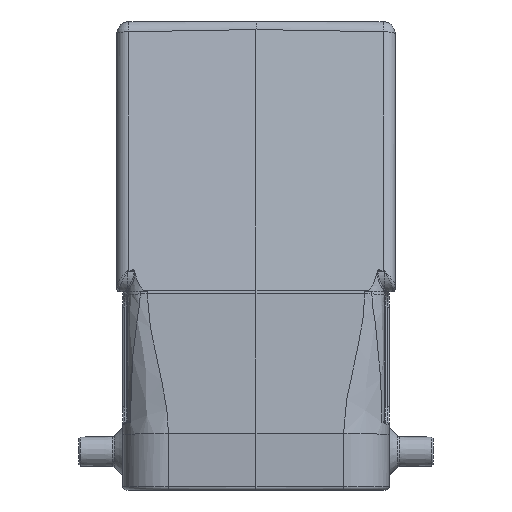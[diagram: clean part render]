
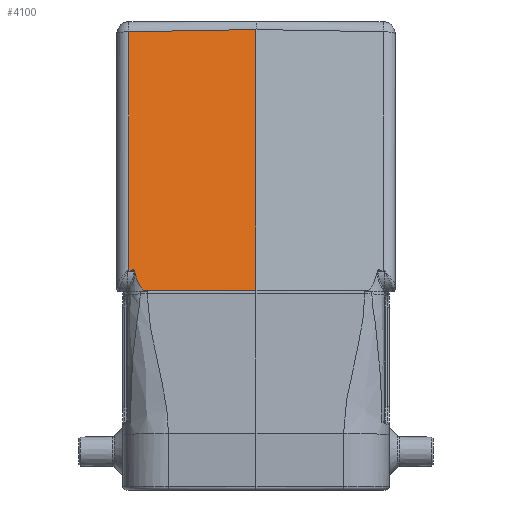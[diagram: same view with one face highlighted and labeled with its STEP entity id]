
A CAD part, left-side view. The second image highlights one B-rep face of the part: STEP entity #4100.
In plain terms, the highlighted planar face has unit normal (-0.982, 0.018, 0.191).
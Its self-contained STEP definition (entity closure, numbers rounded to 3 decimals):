
#4100=ADVANCED_FACE('',(#4829),#4634,.T.);
#4634=PLANE('',#16485);
#4829=FACE_OUTER_BOUND('',#5369,.T.);
#5369=EDGE_LOOP('',(#6335,#6336,#6337,#6338,#6339,#6340,#6341,#6342,#6343));
#6335=ORIENTED_EDGE('',*,*,#9778,.T.);
#6336=ORIENTED_EDGE('',*,*,#9779,.T.);
#6337=ORIENTED_EDGE('',*,*,#9780,.T.);
#6338=ORIENTED_EDGE('',*,*,#9781,.T.);
#6339=ORIENTED_EDGE('',*,*,#9782,.T.);
#6340=ORIENTED_EDGE('',*,*,#9735,.T.);
#6341=ORIENTED_EDGE('',*,*,#9783,.F.);
#6342=ORIENTED_EDGE('',*,*,#9456,.T.);
#6343=ORIENTED_EDGE('',*,*,#9784,.T.);
#8610=VERTEX_POINT('',#21770);
#8615=VERTEX_POINT('',#21780);
#8879=VERTEX_POINT('',#22869);
#8880=VERTEX_POINT('',#22870);
#8911=VERTEX_POINT('',#23028);
#8912=VERTEX_POINT('',#23029);
#8913=VERTEX_POINT('',#23040);
#8914=VERTEX_POINT('',#23045);
#8915=VERTEX_POINT('',#23050);
#9456=EDGE_CURVE('',#8615,#8610,#13341,.T.);
#9735=EDGE_CURVE('',#8879,#8880,#13482,.T.);
#9778=EDGE_CURVE('',#8911,#8912,#13506,.T.);
#9779=EDGE_CURVE('',#8912,#8913,#11578,.T.);
#9780=EDGE_CURVE('',#8913,#8914,#11579,.T.);
#9781=EDGE_CURVE('',#8914,#8915,#11580,.T.);
#9782=EDGE_CURVE('',#8915,#8879,#11581,.T.);
#9783=EDGE_CURVE('',#8615,#8880,#13507,.T.);
#9784=EDGE_CURVE('',#8610,#8911,#13508,.T.);
#11578=B_SPLINE_CURVE_WITH_KNOTS('',3,(#23030,#23031,#23032,#23033,#23034,
#23035,#23036,#23037,#23038,#23039),.UNSPECIFIED.,.F.,.F.,(4,3,3,4),(0.,
0.054,0.273,1.),.UNSPECIFIED.);
#11579=B_SPLINE_CURVE_WITH_KNOTS('',3,(#23041,#23042,#23043,#23044),
 .UNSPECIFIED.,.F.,.F.,(4,4),(0.,1.),.UNSPECIFIED.);
#11580=B_SPLINE_CURVE_WITH_KNOTS('',3,(#23046,#23047,#23048,#23049),
 .UNSPECIFIED.,.F.,.F.,(4,4),(0.,1.),.UNSPECIFIED.);
#11581=B_SPLINE_CURVE_WITH_KNOTS('',3,(#23051,#23052,#23053,#23054,#23055,
#23056),.UNSPECIFIED.,.F.,.F.,(4,2,4),(0.,0.5,1.),.UNSPECIFIED.);
#13341=LINE('',#21782,#14028);
#13482=LINE('',#22868,#14169);
#13506=LINE('',#23027,#14193);
#13507=LINE('',#23057,#14194);
#13508=LINE('',#23058,#14195);
#14028=VECTOR('',#17458,1.);
#14169=VECTOR('',#17839,1.);
#14193=VECTOR('',#17899,1.);
#14194=VECTOR('',#17900,1.);
#14195=VECTOR('',#17901,1.);
#16485=AXIS2_PLACEMENT_3D('',#23059,#17902,#17903);
#17458=DIRECTION('',(0.014,1.,-0.017));
#17839=DIRECTION('',(-0.017,-1.,0.003));
#17899=DIRECTION('',(0.01,-0.99,0.141));
#17900=DIRECTION('',(-0.191,0.,-0.982));
#17901=DIRECTION('',(-0.191,0.,-0.982));
#17902=DIRECTION('',(-0.981,0.017,0.191));
#17903=DIRECTION('',(0.191,0.,0.982));
#21770=CARTESIAN_POINT('',(-49.716,20.535,64.873));
#21780=CARTESIAN_POINT('',(-50.012,0.,65.232));
#21782=CARTESIAN_POINT('',(-50.003,0.617,65.221));
#22868=CARTESIAN_POINT('',(-58.195,0.,23.134));
#22869=CARTESIAN_POINT('',(-57.884,18.118,23.074));
#22870=CARTESIAN_POINT('',(-58.195,0.,23.134));
#23027=CARTESIAN_POINT('',(-57.014,0.868,29.127));
#23028=CARTESIAN_POINT('',(-57.211,20.535,26.317));
#23029=CARTESIAN_POINT('',(-57.204,19.797,26.423));
#23030=CARTESIAN_POINT('',(-57.204,19.797,26.423));
#23031=CARTESIAN_POINT('',(-57.204,19.796,26.422));
#23032=CARTESIAN_POINT('',(-57.204,19.795,26.421));
#23033=CARTESIAN_POINT('',(-57.204,19.794,26.42));
#23034=CARTESIAN_POINT('',(-57.205,19.789,26.416));
#23035=CARTESIAN_POINT('',(-57.206,19.784,26.412));
#23036=CARTESIAN_POINT('',(-57.207,19.78,26.408));
#23037=CARTESIAN_POINT('',(-57.209,19.764,26.396));
#23038=CARTESIAN_POINT('',(-57.212,19.75,26.382));
#23039=CARTESIAN_POINT('',(-57.215,19.736,26.367));
#23040=CARTESIAN_POINT('',(-57.215,19.736,26.367));
#23041=CARTESIAN_POINT('',(-57.215,19.736,26.367));
#23042=CARTESIAN_POINT('',(-57.23,19.673,26.299));
#23043=CARTESIAN_POINT('',(-57.248,19.647,26.208));
#23044=CARTESIAN_POINT('',(-57.265,19.619,26.121));
#23045=CARTESIAN_POINT('',(-57.265,19.619,26.121));
#23046=CARTESIAN_POINT('',(-57.265,19.619,26.121));
#23047=CARTESIAN_POINT('',(-57.276,19.601,26.068));
#23048=CARTESIAN_POINT('',(-57.287,19.585,26.014));
#23049=CARTESIAN_POINT('',(-57.298,19.57,25.96));
#23050=CARTESIAN_POINT('',(-57.298,19.57,25.96));
#23051=CARTESIAN_POINT('',(-57.298,19.57,25.96));
#23052=CARTESIAN_POINT('',(-57.402,19.428,25.433));
#23053=CARTESIAN_POINT('',(-57.507,19.265,24.909));
#23054=CARTESIAN_POINT('',(-57.71,18.834,23.905));
#23055=CARTESIAN_POINT('',(-57.814,18.577,23.391));
#23056=CARTESIAN_POINT('',(-57.884,18.118,23.074));
#23057=CARTESIAN_POINT('',(-58.195,0.,23.134));
#23058=CARTESIAN_POINT('',(-57.843,20.535,23.065));
#23059=CARTESIAN_POINT('',(-58.195,0.,23.134));
